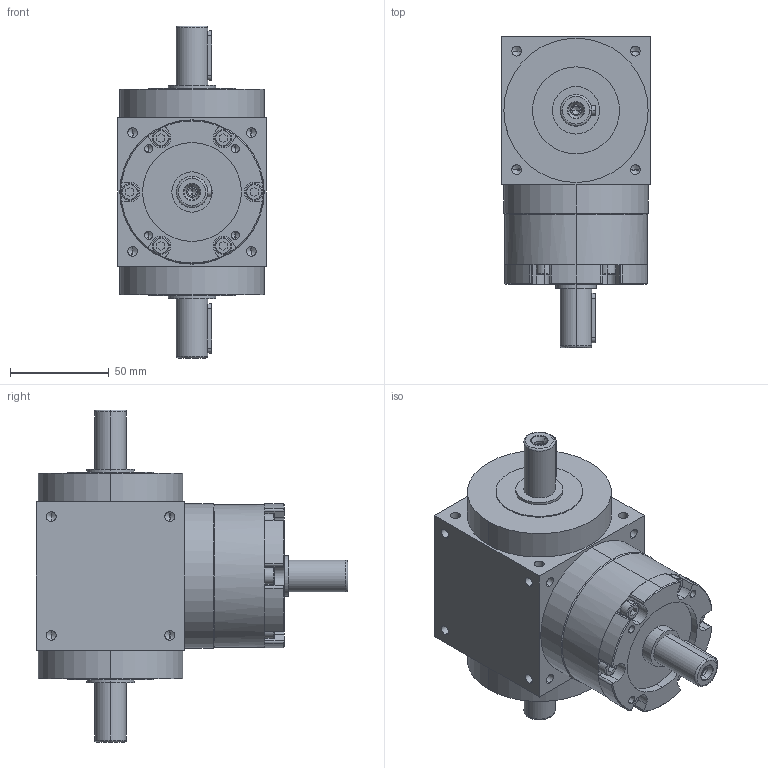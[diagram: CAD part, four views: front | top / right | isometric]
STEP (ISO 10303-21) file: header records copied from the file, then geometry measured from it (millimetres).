
FILE_DESCRIPTION (( 'STEP AP203' ), '1' );
FILE_NAME ('ZT075-L-1-001.STEP', '2023-11-09T04:58:45', ( 'Windows 蚚誧' ), ( 'Organization' ), 'SwSTEP 2.0', 'SolidWorks 2019', '' );
FILE_SCHEMA (( 'CONFIG_CONTROL_DESIGN' ));
Length unit declared in the file: millimetre
Products named in the file (1): ZT075-L-1-001
Bounding box: 75 x 157.5 x 168 mm (x, y, z)
Volume: 756196.2 mm3; surface area: 65141.7 mm2
Topology: 1 solids, 1 shells, 394 faces, 1045 edges, 618 vertices
Faces by surface type: cylinder 191, plane 102, cone 83, torus 18
Entity records: 12055 total; most frequent: CARTESIAN_POINT 2752, ORIENTED_EDGE 1966, DIRECTION 1944, EDGE_CURVE 983, AXIS2_PLACEMENT_3D 750, VERTEX_POINT 618, EDGE_LOOP 453, LINE 444
